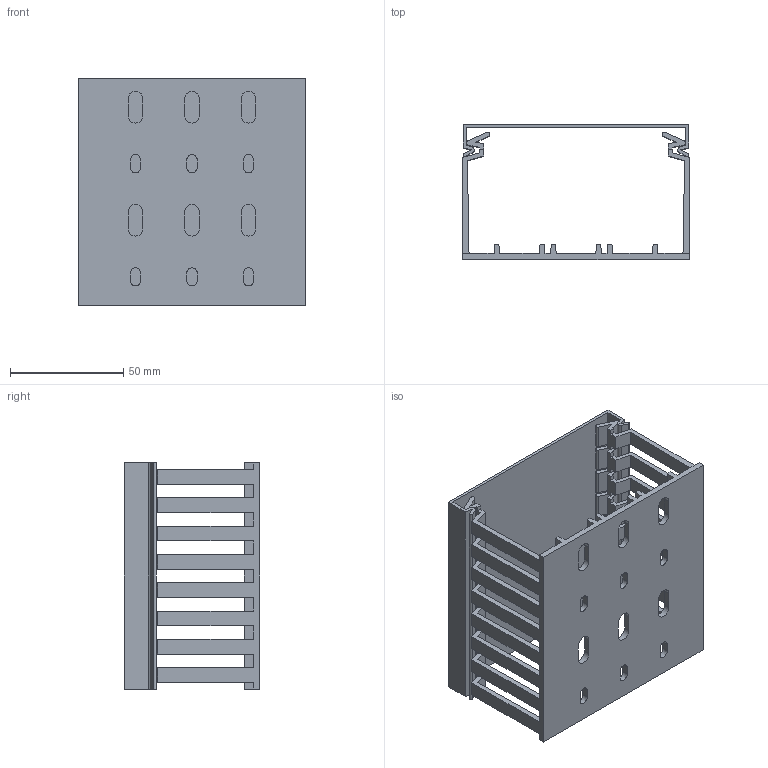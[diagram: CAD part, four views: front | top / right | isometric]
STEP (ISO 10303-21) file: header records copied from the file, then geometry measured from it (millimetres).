
FILE_DESCRIPTION((''),'2;1');
FILE_NAME('PROXY_BA7601000_ASM','2022-04-28T10:27:29',('mengess'),(''),'CREO PARAMETRIC BY PTC INC, 2021304','CREO PARAMETRIC BY PTC INC, 2021304','');
FILE_SCHEMA(('AUTOMOTIVE_DESIGN { 1 0 10303 214 1 1 1 1 }'));
Length unit declared in the file: millimetre
Products named in the file (3): PROXY_01435-M; PROXY_12270-M; PROXY_BA7601000_ASM
Assembly tree (2 placements, depth 2):
  PROXY_BA7601000_ASM
    PROXY_01435-M
    PROXY_12270-M
Bounding box: 100 x 59.7 x 100 mm (x, y, z)
Volume: 66659.8 mm3; surface area: 73591.9 mm2
Topology: 2 solids, 2 shells, 370 faces, 1110 edges, 744 vertices
Faces by surface type: plane 310, cylinder 60
Entity records: 14476 total; most frequent: CARTESIAN_POINT 2362, ORIENTED_EDGE 2200, DIRECTION 2190, EDGE_CURVE 1100, VECTOR 997, LINE 997, VERTEX_POINT 734, AXIS2_PLACEMENT_3D 580
